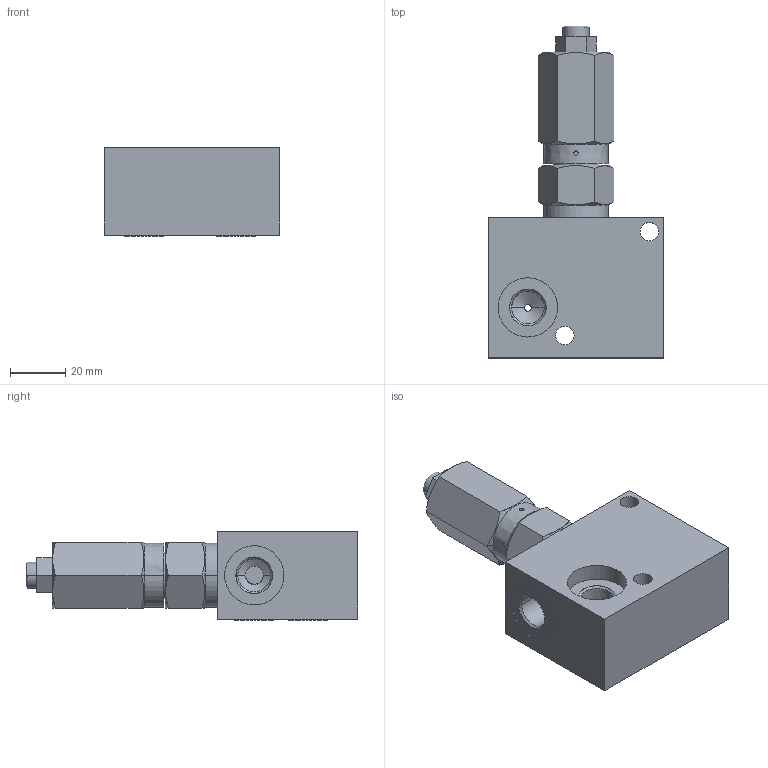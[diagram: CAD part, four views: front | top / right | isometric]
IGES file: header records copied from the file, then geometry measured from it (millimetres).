
Start section:  PTC IGES file: ilcml7041200.igs
Global section: file name: ilcml7041200.igs; native system: Creo Parametric by PTC Inc.; preprocessor: 2021164; author: Asawyer; organization: Unknown; date: 20251125.104543; units: millimetre
Bounding box: 63.5 x 120.3 x 32.27 mm (x, y, z)
Surface area: 26190.9 mm2 (no closed solid volume)
Topology: 0 solids, 0 shells, 138 faces, 602 edges, 602 vertices
Faces by surface type: revolution 88, bspline 50
